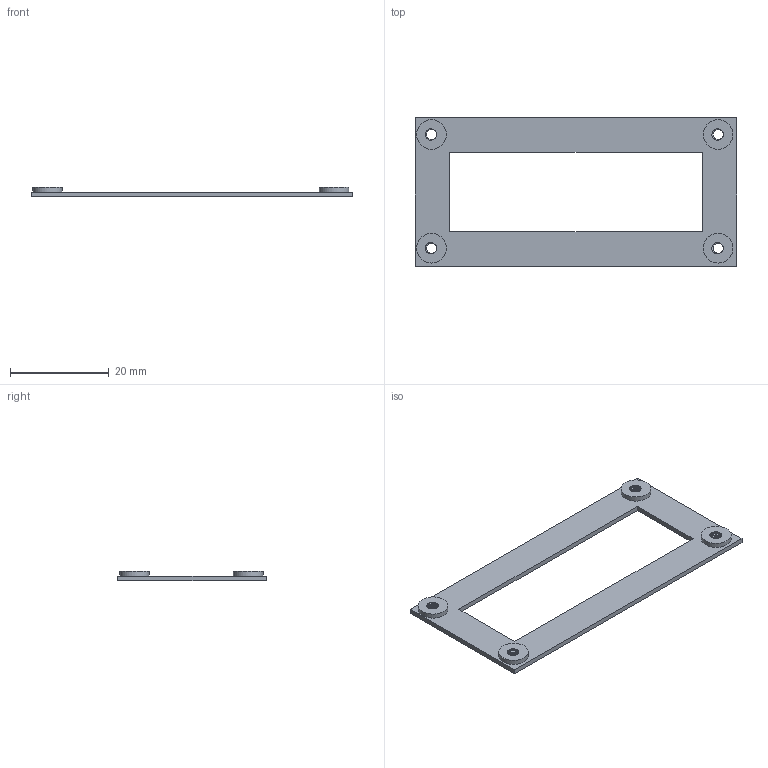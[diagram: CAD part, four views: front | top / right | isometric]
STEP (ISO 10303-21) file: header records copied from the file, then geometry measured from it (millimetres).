
FILE_DESCRIPTION(('FreeCAD Model'),'2;1');
FILE_NAME('Open CASCADE Shape Model','2025-08-26T22:21:06',(''),(''), 'Open CASCADE STEP processor 7.6','FreeCAD','Unknown');
FILE_SCHEMA(('AUTOMOTIVE_DESIGN { 1 0 10303 214 1 1 1 1 }'));
Length unit declared in the file: millimetre
Products named in the file (1): Body
Bounding box: 65 x 30 x 2 mm (x, y, z)
Volume: 1214.1 mm3; surface area: 2725.7 mm2
Topology: 1 solids, 1 shells, 110 faces, 240 edges, 136 vertices
Faces by surface type: bspline 68, cylinder 28, plane 14
Full cylindrical faces by diameter (mm): 2.1 x16, 6 x4
Entity records: 19706 total; most frequent: CARTESIAN_POINT 15491, DIRECTION 506, ORIENTED_EDGE 480, PCURVE 480, DEFINITIONAL_REPRESENTATION 480, LINE 364, VECTOR 364, B_SPLINE_CURVE_WITH_KNOTS 316
